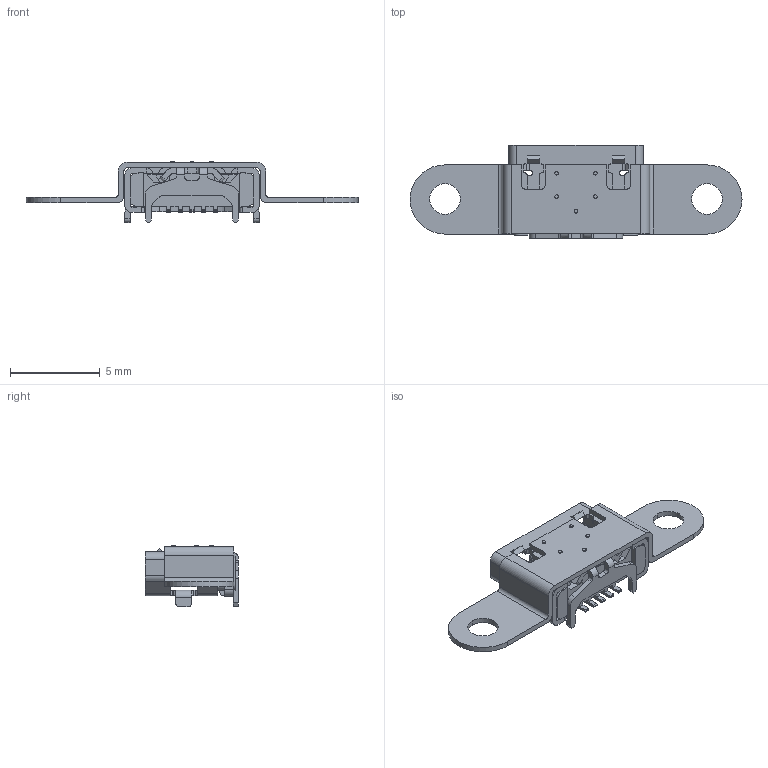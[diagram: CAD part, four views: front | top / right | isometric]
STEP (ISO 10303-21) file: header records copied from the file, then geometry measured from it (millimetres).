
FILE_DESCRIPTION(('CoCreate Modeling STEP Export'),'2;1');
FILE_NAME('010111050-446 5P全插带上盖(全铁片).stp','2017-11-21T 9:12:50',(''),(''),'CoCreate Modeling STEP processor for AP214 (Solid Model)','CoCreate Modeling 16.00 13-May-2008 (C) Parametric Technology GmbH','');
FILE_SCHEMA(('AUTOMOTIVE_DESIGN { 1 0 10303 214 1 1 1 1 }'));
Length unit declared in the file: millimetre
Products named in the file (153): plate_02-1_0813.1.1.1.2.1.1.1.1.1.1.1; 2DIP2MSTMOLDING; p1; p2; p3; p4; p5; p6; p7; p8; p9; p10; p11; housing; 2DIP2MSTMOLDING.1; 2DIP2MST640_ASM; USB-1009-05S.stp; 010101010-03X_前插后贴.stp.1; 000.stp.2.1; 010101010-03X_前插后贴.stp.1.1; 000.stp.2; 000.stp.1; 000.stp; 010101010-03X_前插后贴.stp.1.1.1.1; 全插式-带铁片新结构.stp; 全插式3D; 010101010-03X_前插后贴.stp.1.1.1; 2DIP2SMTPITCH715CONTACT.2.1; 3.stp; 1.stp; 05; ASM0001_ASM; 1_6_X2_4FEE653953CD5411_X0_1_2-; ASSY_ASM_205; _X2_53CD5411_X0_1_2-_X2_5E2694C; 05-0561157_B__STP; 05_1; 5_18_X2_4FEE653953CD5411_X0_1_2; _X2_53CD54116C89677F_X0_1_2_STP; _X2_53CD54116C89677F_X0_1_2_X2_ ...
Assembly tree (152 placements, depth 17):
  010111050-446_5P全插带上盖(全铁片).stp
    1带铁片新结构全插式
      p1
      0.stp
        1带铁片新结构全插式
          沉板1.3带铁片010101010-049_沉板1.
3_四脚插板_无翻边.stp
  .stp.1
              1.stp
            改后-沉板1.6带铁片.1
              010101010-362沉板2.1带半边铁片.stp
                MICRO_2_1_ASM
              010101010-004.1.1
                05
              010101010-004.1
                05-0561457-BH（A）.stp
                  05-0561157_B_-2_ASM
                05
            1.stp
          全插式3D
            全插式-带铁片新结构.stp
              3.stp
                2DIP2SMTPITCH715CONTACT.2.1
              010101010-03X_前插后贴.stp.1.1.1.1
                000.stp
                  000.stp.1
                  010101010-03X_前插后贴.stp.1
                000.stp.2
                  010101010-03X_前插后贴.stp.1.1
                  010101010-03X_前插后贴.stp.1
                USB-1009-05S.stp
                  2DIP2MST640_ASM
              010101010-03X_前插后贴.stp.1.1.1
                000.stp
                  000.stp.1
                  010101010-03X_前插后贴.stp.1
                000.stp.2
                  010101010-03X_前插后贴.stp.1.1
                  010101010-03X_前插后贴.stp.1
                USB-1009-05S.stp
                  2DIP2MST640_ASM
              p1
      全插式3D
        全插式-带铁片新结构.stp
          010101010-03X_前插后贴.stp.1.1.1.1
            000.stp
              000.stp.1
                010101010-03X_前插后贴.stp.1
                  USB-1009-05S.stp
              010101010-03X_前插后贴.stp.1
                USB-1009-05S.stp
                  2DIP2MST640_ASM
            000.stp.2
              010101010-03X_前插后贴.stp.1.1
                000.stp.2.1
                  010101010-03X_前插后贴.stp.1
                USB-1009-05S.stp
                  2DIP2MST640_ASM
              010101010-03X_前插后贴.stp.1
                USB-1009-05S.stp
                  2DIP2MST640_ASM
Bounding box: 18.5 x 5.22 x 3.4 mm (x, y, z)
Volume: 22.8 mm3; surface area: 448.3 mm2
Topology: 12 solids, 16 shells, 1110 faces, 3165 edges, 2023 vertices
Faces by surface type: plane 703, cylinder 381, cone 12, torus 8, bspline 6
Entity records: 40892 total; most frequent: CARTESIAN_POINT 7144, ORIENTED_EDGE 6398, DIRECTION 6074, EDGE_CURVE 3163, VECTOR 2150, LINE 2150, VERTEX_POINT 2023, AXIS2_PLACEMENT_3D 1962
